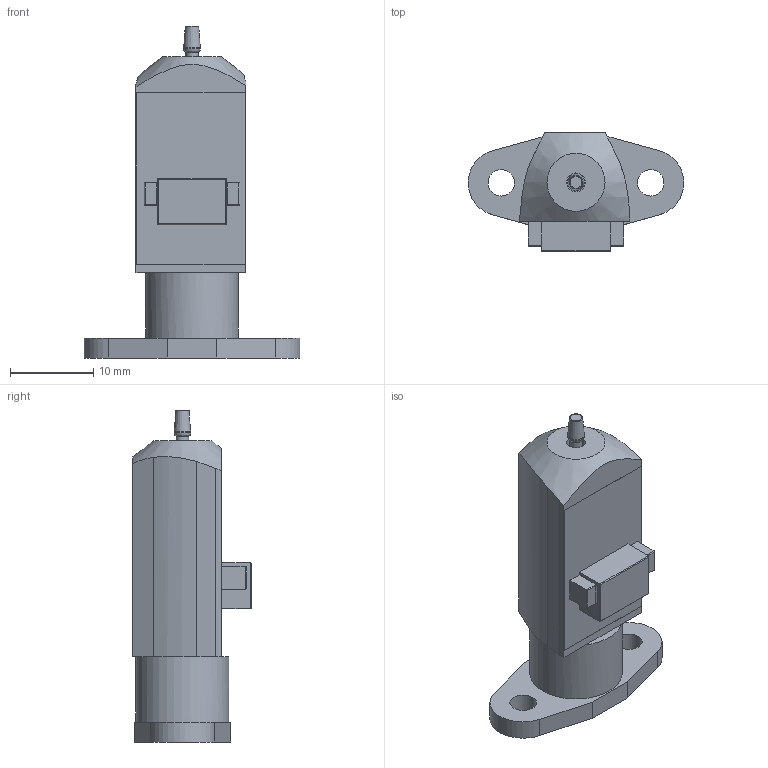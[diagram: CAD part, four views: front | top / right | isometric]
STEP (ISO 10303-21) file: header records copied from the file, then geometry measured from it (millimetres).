
FILE_DESCRIPTION(/* description */ (''),/* implementation_level */ '2;1');
FILE_NAME(/* name */ 'BLTouch_V3.1.step',/* time_stamp */ '2020-04-15T08:23:07+02:00',/* author */ (''),/* organization */ (''),/* preprocessor_version */ 'ST-DEVELOPER v18',/* originating_system */ 'Autodesk Translation Framework v8.12.0.6',/* authorisation */ '');
FILE_SCHEMA (('AUTOMOTIVE_DESIGN { 1 0 10303 214 3 1 1 }'));
Length unit declared in the file: millimetre
Products named in the file (1): BLTouch_V3.1
Bounding box: 25.97 x 14.3 x 40 mm (x, y, z)
Volume: 4472.1 mm3; surface area: 2392.5 mm2
Topology: 1 solids, 1 shells, 71 faces, 176 edges, 113 vertices
Faces by surface type: plane 40, cylinder 23, torus 5, cone 2, bspline 1
Full cylindrical faces by diameter (mm): 1.5 x1, 2 x1, 2.25 x2, 3.2 x2, 11.2 x1
Entity records: 2235 total; most frequent: CARTESIAN_POINT 440, DIRECTION 355, ORIENTED_EDGE 352, EDGE_CURVE 176, AXIS2_PLACEMENT_3D 123, VERTEX_POINT 113, LINE 109, VECTOR 109
